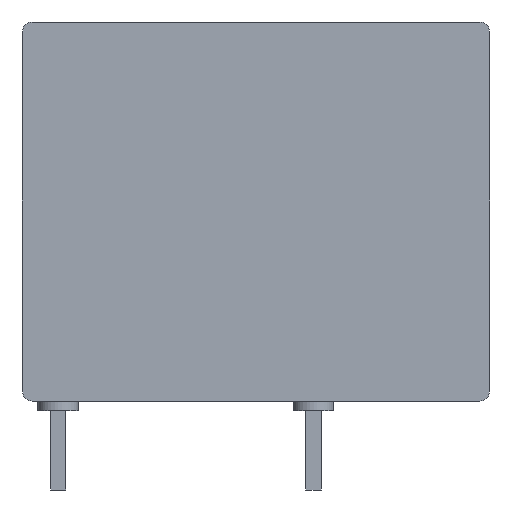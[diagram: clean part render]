
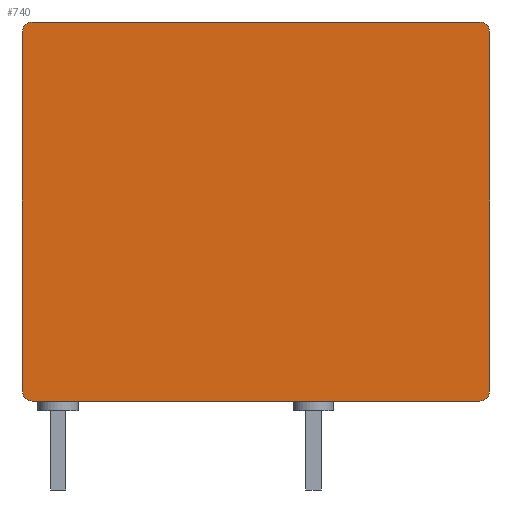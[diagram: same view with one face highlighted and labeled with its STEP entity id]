
A CAD part, left-side view. The second image highlights one B-rep face of the part: STEP entity #740.
In plain terms, the highlighted planar face has unit normal (-1, 0, 0).
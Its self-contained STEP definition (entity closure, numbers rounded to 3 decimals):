
#190 = VERTEX_POINT('',#191);
#191 = CARTESIAN_POINT('',(-6.55,1.35,0.));
#197 = EDGE_CURVE('',#190,#198,#200,.T.);
#198 = VERTEX_POINT('',#199);
#199 = CARTESIAN_POINT('',(-6.55,-21.8,0.));
#200 = LINE('',#201,#202);
#201 = CARTESIAN_POINT('',(-6.55,1.85,0.));
#202 = VECTOR('',#203,1.);
#203 = DIRECTION('',(0.,-1.,0.));
#219 = EDGE_CURVE('',#198,#220,#222,.T.);
#220 = VERTEX_POINT('',#221);
#221 = CARTESIAN_POINT('',(-6.55,-22.3,0.5));
#222 = CIRCLE('',#223,0.5);
#223 = AXIS2_PLACEMENT_3D('',#224,#225,#226);
#224 = CARTESIAN_POINT('',(-6.55,-21.8,0.5));
#225 = DIRECTION('',(-1.,0.,-0.));
#226 = DIRECTION('',(-0.,0.,1.));
#246 = EDGE_CURVE('',#247,#190,#249,.T.);
#247 = VERTEX_POINT('',#248);
#248 = CARTESIAN_POINT('',(-6.55,1.85,0.5));
#249 = CIRCLE('',#250,0.5);
#250 = AXIS2_PLACEMENT_3D('',#251,#252,#253);
#251 = CARTESIAN_POINT('',(-6.55,1.35,0.5));
#252 = DIRECTION('',(-1.,0.,0.));
#253 = DIRECTION('',(0.,0.,-1.));
#269 = EDGE_CURVE('',#220,#270,#272,.T.);
#270 = VERTEX_POINT('',#271);
#271 = CARTESIAN_POINT('',(-6.55,-22.3,19.1));
#272 = LINE('',#273,#274);
#273 = CARTESIAN_POINT('',(-6.55,-22.3,0.));
#274 = VECTOR('',#275,1.);
#275 = DIRECTION('',(0.,0.,1.));
#655 = VERTEX_POINT('',#656);
#656 = CARTESIAN_POINT('',(-6.55,1.85,19.1));
#662 = EDGE_CURVE('',#247,#655,#663,.T.);
#663 = LINE('',#664,#665);
#664 = CARTESIAN_POINT('',(-6.55,1.85,0.));
#665 = VECTOR('',#666,1.);
#666 = DIRECTION('',(0.,0.,1.));
#677 = EDGE_CURVE('',#678,#270,#680,.T.);
#678 = VERTEX_POINT('',#679);
#679 = CARTESIAN_POINT('',(-6.55,-21.8,19.6));
#680 = CIRCLE('',#681,0.5);
#681 = AXIS2_PLACEMENT_3D('',#682,#683,#684);
#682 = CARTESIAN_POINT('',(-6.55,-21.8,19.1));
#683 = DIRECTION('',(1.,0.,0.));
#684 = DIRECTION('',(-0.,0.,1.));
#704 = VERTEX_POINT('',#705);
#705 = CARTESIAN_POINT('',(-6.55,1.35,19.6));
#711 = EDGE_CURVE('',#655,#704,#712,.T.);
#712 = CIRCLE('',#713,0.5);
#713 = AXIS2_PLACEMENT_3D('',#714,#715,#716);
#714 = CARTESIAN_POINT('',(-6.55,1.35,19.1));
#715 = DIRECTION('',(1.,-0.,0.));
#716 = DIRECTION('',(0.,0.,-1.));
#729 = EDGE_CURVE('',#704,#678,#730,.T.);
#730 = LINE('',#731,#732);
#731 = CARTESIAN_POINT('',(-6.55,1.85,19.6));
#732 = VECTOR('',#733,1.);
#733 = DIRECTION('',(0.,-1.,0.));
#740 = ADVANCED_FACE('',(#741),#751,.F.);
#741 = FACE_BOUND('',#742,.F.);
#742 = EDGE_LOOP('',(#743,#744,#745,#746,#747,#748,#749,#750));
#743 = ORIENTED_EDGE('',*,*,#197,.F.);
#744 = ORIENTED_EDGE('',*,*,#246,.F.);
#745 = ORIENTED_EDGE('',*,*,#662,.T.);
#746 = ORIENTED_EDGE('',*,*,#711,.T.);
#747 = ORIENTED_EDGE('',*,*,#729,.T.);
#748 = ORIENTED_EDGE('',*,*,#677,.T.);
#749 = ORIENTED_EDGE('',*,*,#269,.F.);
#750 = ORIENTED_EDGE('',*,*,#219,.F.);
#751 = PLANE('',#752);
#752 = AXIS2_PLACEMENT_3D('',#753,#754,#755);
#753 = CARTESIAN_POINT('',(-6.55,1.85,0.));
#754 = DIRECTION('',(1.,0.,-0.));
#755 = DIRECTION('',(0.,-1.,0.));
